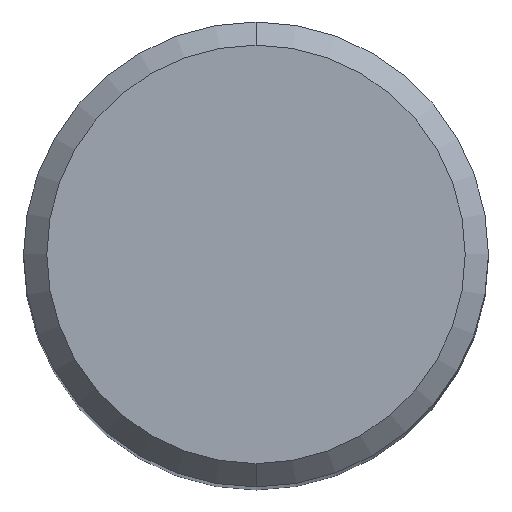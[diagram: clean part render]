
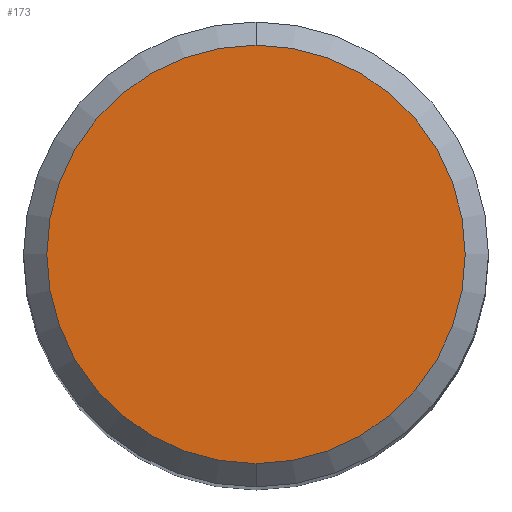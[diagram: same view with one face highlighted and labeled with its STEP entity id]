
A CAD part, top view. The second image highlights one B-rep face of the part: STEP entity #173.
In plain terms, the highlighted planar face has unit normal (0, 0, 1).
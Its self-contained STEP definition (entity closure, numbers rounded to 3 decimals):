
#141=EDGE_CURVE('',#143,#167,#297,.T.);
#143=VERTEX_POINT('',#299);
#167=VERTEX_POINT('',#325);
#173=ADVANCED_FACE('',(#331),#332,.T.);
#227=EDGE_CURVE('',#167,#143,#395,.T.);
#297=CIRCLE('',#472,4.5);
#299=CARTESIAN_POINT('',(0.0,4.5,0.));
#325=CARTESIAN_POINT('',(0.,-4.5,0.));
#331=FACE_OUTER_BOUND('',#512,.T.);
#332=PLANE('',#513);
#395=CIRCLE('',#595,4.5);
#472=AXIS2_PLACEMENT_3D('',#659,#660,#661);
#512=EDGE_LOOP('',(#691,#692));
#513=AXIS2_PLACEMENT_3D('',#693,#694,#695);
#595=AXIS2_PLACEMENT_3D('',#789,#790,#791);
#659=CARTESIAN_POINT('',(0.0,0.0,0.));
#660=DIRECTION('',(0.0,0.0,-1.0));
#661=DIRECTION('',(0.0,1.0,0.0));
#691=ORIENTED_EDGE('',*,*,#141,.F.);
#692=ORIENTED_EDGE('',*,*,#227,.F.);
#693=CARTESIAN_POINT('',(0.0,2.25,0.));
#694=DIRECTION('',(-0.0,0.0,1.0));
#695=DIRECTION('',(0.0,-1.0,0.0));
#789=CARTESIAN_POINT('',(0.0,0.0,0.));
#790=DIRECTION('',(0.0,0.0,-1.0));
#791=DIRECTION('',(0.0,1.0,0.0));
